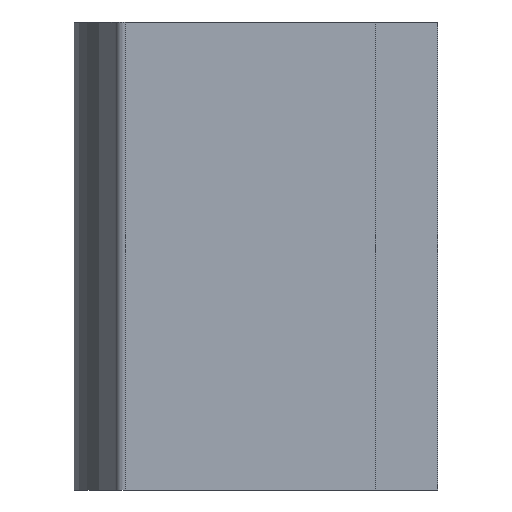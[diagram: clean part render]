
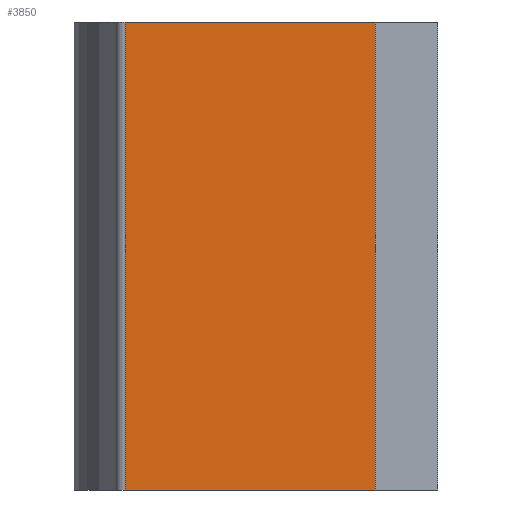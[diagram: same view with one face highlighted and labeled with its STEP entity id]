
A CAD part, left-side view. The second image highlights one B-rep face of the part: STEP entity #3850.
In plain terms, the highlighted planar face has unit normal (-1, 0, 0).
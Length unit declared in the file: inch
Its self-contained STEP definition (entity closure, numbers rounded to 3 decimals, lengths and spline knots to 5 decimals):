
#104 = VERTEX_POINT ( 'NONE', #566 ) ;
#273 = CARTESIAN_POINT ( 'NONE',  ( -1.1875, -0.812, -1.40625 ) ) ;
#566 = CARTESIAN_POINT ( 'NONE',  ( -1.1875, -0.812, 1.40625 ) ) ;
#716 = EDGE_CURVE ( 'NONE', #2057, #1288, #4675, .T. ) ;
#937 = EDGE_CURVE ( 'NONE', #1019, #1288, #2266, .T. ) ;
#1019 = VERTEX_POINT ( 'NONE', #273 ) ;
#1086 = VECTOR ( 'NONE', #2754, 39.37008 ) ;
#1174 = CARTESIAN_POINT ( 'NONE',  ( -1.1875, 0.691, 1.40625 ) ) ;
#1184 = EDGE_CURVE ( 'NONE', #104, #2057, #2941, .T. ) ;
#1288 = VERTEX_POINT ( 'NONE', #3296 ) ;
#1456 = CARTESIAN_POINT ( 'NONE',  ( -1.1875, 0., 1.40625 ) ) ;
#1518 = DIRECTION ( 'NONE',  ( 0., 1., 0. ) ) ;
#1603 = DIRECTION ( 'NONE',  ( 0., 0., -1. ) ) ;
#1644 = PLANE ( 'NONE',  #4446 ) ;
#1744 = VECTOR ( 'NONE', #4516, 39.37008 ) ;
#1946 = FACE_OUTER_BOUND ( 'NONE', #2542, .T. ) ;
#2057 = VERTEX_POINT ( 'NONE', #1174 ) ;
#2107 = EDGE_CURVE ( 'NONE', #1019, #104, #2309, .T. ) ;
#2266 = LINE ( 'NONE', #4216, #2463 ) ;
#2309 = LINE ( 'NONE', #4684, #1086 ) ;
#2463 = VECTOR ( 'NONE', #1518, 39.37008 ) ;
#2542 = EDGE_LOOP ( 'NONE', ( #3048, #3006, #4980, #3861 ) ) ;
#2754 = DIRECTION ( 'NONE',  ( 0., 0., 1. ) ) ;
#2854 = VECTOR ( 'NONE', #1603, 39.37008 ) ;
#2941 = LINE ( 'NONE', #1456, #1744 ) ;
#3006 = ORIENTED_EDGE ( 'NONE', *, *, #716, .T. ) ;
#3048 = ORIENTED_EDGE ( 'NONE', *, *, #1184, .T. ) ;
#3296 = CARTESIAN_POINT ( 'NONE',  ( -1.1875, 0.691, -1.40625 ) ) ;
#3494 = CARTESIAN_POINT ( 'NONE',  ( -1.1875, 0.691, -1.40625 ) ) ;
#3850 = ADVANCED_FACE ( 'NONE', ( #1946 ), #1644, .F. ) ;
#3861 = ORIENTED_EDGE ( 'NONE', *, *, #2107, .T. ) ;
#3962 = DIRECTION ( 'NONE',  ( 0., 1., 0. ) ) ;
#4216 = CARTESIAN_POINT ( 'NONE',  ( -1.1875, 0., -1.40625 ) ) ;
#4446 = AXIS2_PLACEMENT_3D ( 'NONE', #4648, #4671, #3962 ) ;
#4516 = DIRECTION ( 'NONE',  ( 0., 1., 0. ) ) ;
#4648 = CARTESIAN_POINT ( 'NONE',  ( -1.1875, 0., -1.40625 ) ) ;
#4671 = DIRECTION ( 'NONE',  ( 1., 0., 0. ) ) ;
#4675 = LINE ( 'NONE', #3494, #2854 ) ;
#4684 = CARTESIAN_POINT ( 'NONE',  ( -1.1875, -0.812, -1.99568 ) ) ;
#4980 = ORIENTED_EDGE ( 'NONE', *, *, #937, .F. ) ;
